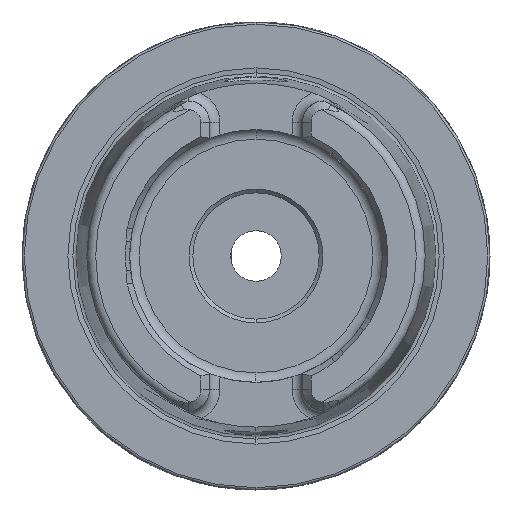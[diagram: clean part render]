
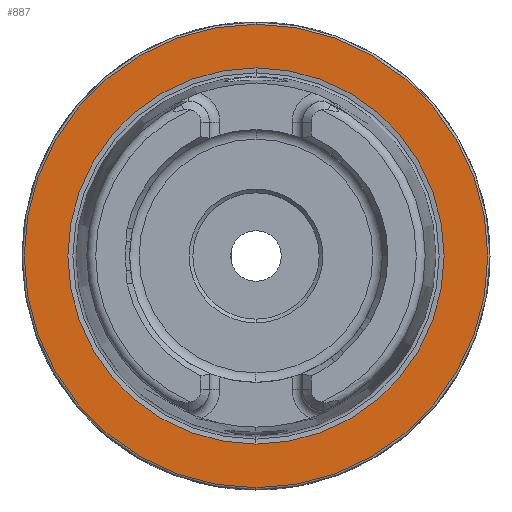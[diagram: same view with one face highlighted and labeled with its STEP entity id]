
A CAD part, left-side view. The second image highlights one B-rep face of the part: STEP entity #887.
In plain terms, the highlighted planar face has unit normal (-1, 0, 0).
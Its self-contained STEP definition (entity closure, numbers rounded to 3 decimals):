
#887 = ADVANCED_FACE ( 'NONE', ( #6767, #6764 ), #7089, .F. ) ;
#1717 = EDGE_CURVE ( 'NONE', #2676, #7710, #9503, .T. ) ;
#1718 = EDGE_CURVE ( 'NONE', #10740, #10735, #9504, .T. ) ;
#2088 = CARTESIAN_POINT ( 'NONE',  ( 0., 0., 0. ) ) ;
#2089 = DIRECTION ( 'NONE',  ( -1., 0., 0. ) ) ;
#2090 = DIRECTION ( 'NONE',  ( 0., 0., 1. ) ) ;
#2097 = CARTESIAN_POINT ( 'NONE',  ( 0., 0., 0. ) ) ;
#2098 = DIRECTION ( 'NONE',  ( -1., 0., 0. ) ) ;
#2099 = DIRECTION ( 'NONE',  ( 0., 0., 1. ) ) ;
#2297 = CARTESIAN_POINT ( 'NONE',  ( 0., 0., -25.324 ) ) ;
#2302 = CARTESIAN_POINT ( 'NONE',  ( 0., 0., 25.324 ) ) ;
#2304 = CARTESIAN_POINT ( 'NONE',  ( 0., 0., 31.2 ) ) ;
#2305 = CARTESIAN_POINT ( 'NONE',  ( 0., 0., -31.2 ) ) ;
#2402 = CIRCLE ( 'NONE', #9048, 25.324 ) ;
#2411 = CIRCLE ( 'NONE', #9051, 31.2 ) ;
#2676 = VERTEX_POINT ( 'NONE', #2305 ) ;
#2970 = ORIENTED_EDGE ( 'NONE', *, *, #1718, .F. ) ;
#2971 = ORIENTED_EDGE ( 'NONE', *, *, #10543, .F. ) ;
#2972 = ORIENTED_EDGE ( 'NONE', *, *, #10547, .T. ) ;
#2973 = ORIENTED_EDGE ( 'NONE', *, *, #1717, .T. ) ;
#3353 = EDGE_LOOP ( 'NONE', ( #2972, #2973 ) ) ;
#3371 = EDGE_LOOP ( 'NONE', ( #2970, #2971 ) ) ;
#4897 = AXIS2_PLACEMENT_3D ( 'NONE', #7086, #7091, #7092 ) ;
#6764 = FACE_OUTER_BOUND ( 'NONE', #3353, .T. ) ;
#6767 = FACE_BOUND ( 'NONE', #3371, .T. ) ;
#7086 = CARTESIAN_POINT ( 'NONE',  ( 0., 31.2, 0. ) ) ;
#7089 = PLANE ( 'NONE',  #4897 ) ;
#7091 = DIRECTION ( 'NONE',  ( 1., 0., 0. ) ) ;
#7092 = DIRECTION ( 'NONE',  ( 0., 0., -1. ) ) ;
#7710 = VERTEX_POINT ( 'NONE', #2304 ) ;
#8010 = CARTESIAN_POINT ( 'NONE',  ( 0., 0., 0. ) ) ;
#8011 = DIRECTION ( 'NONE',  ( -1., 0., 0. ) ) ;
#8012 = DIRECTION ( 'NONE',  ( 0., 0., 1. ) ) ;
#8013 = CARTESIAN_POINT ( 'NONE',  ( 0., 0., 0. ) ) ;
#8014 = DIRECTION ( 'NONE',  ( -1., 0., 0. ) ) ;
#8015 = DIRECTION ( 'NONE',  ( 0., 0., 1. ) ) ;
#8980 = AXIS2_PLACEMENT_3D ( 'NONE', #8010, #8011, #8012 ) ;
#8981 = AXIS2_PLACEMENT_3D ( 'NONE', #8013, #8014, #8015 ) ;
#9048 = AXIS2_PLACEMENT_3D ( 'NONE', #2088, #2089, #2090 ) ;
#9051 = AXIS2_PLACEMENT_3D ( 'NONE', #2097, #2098, #2099 ) ;
#9503 = CIRCLE ( 'NONE', #8980, 31.2 ) ;
#9504 = CIRCLE ( 'NONE', #8981, 25.324 ) ;
#10543 = EDGE_CURVE ( 'NONE', #10735, #10740, #2402, .T. ) ;
#10547 = EDGE_CURVE ( 'NONE', #7710, #2676, #2411, .T. ) ;
#10735 = VERTEX_POINT ( 'NONE', #2297 ) ;
#10740 = VERTEX_POINT ( 'NONE', #2302 ) ;
